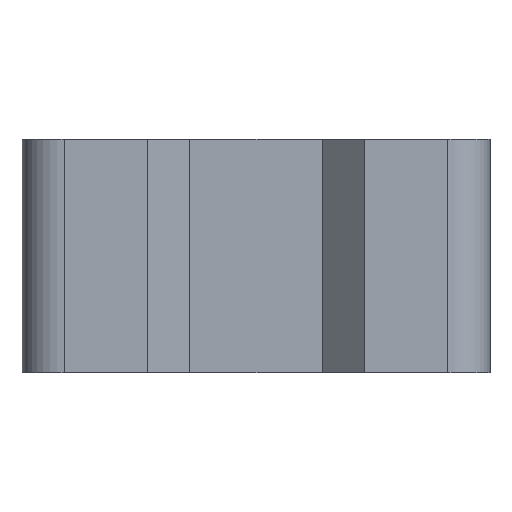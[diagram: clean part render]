
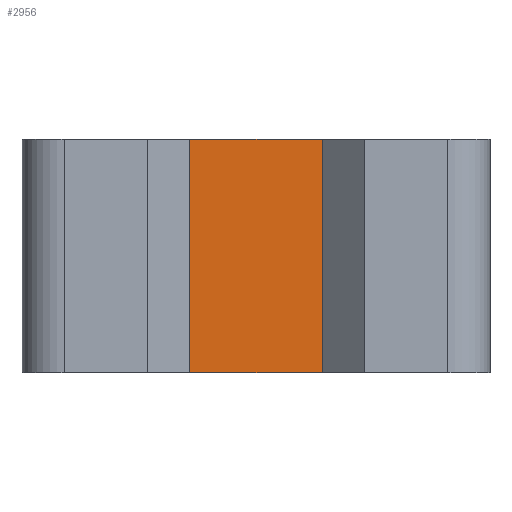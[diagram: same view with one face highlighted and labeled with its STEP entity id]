
A CAD part, left-side view. The second image highlights one B-rep face of the part: STEP entity #2956.
In plain terms, the highlighted planar face has unit normal (-1, 0, 0).
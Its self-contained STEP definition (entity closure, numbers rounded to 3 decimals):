
#2900=CARTESIAN_POINT('',(-33.901,-2.84,10.0));
#2901=VERTEX_POINT('',#2900);
#2908=CARTESIAN_POINT('',(-33.901,-2.84,0.0));
#2909=VERTEX_POINT('',#2908);
#2910=CARTESIAN_POINT('',(-33.901,-2.84,0.0));
#2911=DIRECTION('',(0.0,0.0,1.0));
#2912=VECTOR('',#2911,10.0);
#2913=LINE('',#2910,#2912);
#2914=EDGE_CURVE('',#2909,#2901,#2913,.T.);
#2926=CARTESIAN_POINT('',(-33.901,2.84,0.0));
#2927=DIRECTION('',(-1.0,0.0,0.0));
#2928=DIRECTION('',(0.0,-1.0,0.0));
#2929=AXIS2_PLACEMENT_3D('',#2926,#2927,#2928);
#2930=PLANE('',#2929);
#2931=CARTESIAN_POINT('',(-33.901,2.84,10.0));
#2932=VERTEX_POINT('',#2931);
#2933=CARTESIAN_POINT('',(-33.901,-2.84,10.0));
#2934=DIRECTION('',(0.0,1.0,0.0));
#2935=VECTOR('',#2934,5.68);
#2936=LINE('',#2933,#2935);
#2937=EDGE_CURVE('',#2901,#2932,#2936,.T.);
#2938=ORIENTED_EDGE('',*,*,#2937,.T.);
#2939=CARTESIAN_POINT('',(-33.901,2.84,0.0));
#2940=VERTEX_POINT('',#2939);
#2941=CARTESIAN_POINT('',(-33.901,2.84,0.0));
#2942=DIRECTION('',(0.0,0.0,1.0));
#2943=VECTOR('',#2942,10.0);
#2944=LINE('',#2941,#2943);
#2945=EDGE_CURVE('',#2940,#2932,#2944,.T.);
#2946=ORIENTED_EDGE('',*,*,#2945,.F.);
#2947=CARTESIAN_POINT('',(-33.901,-2.84,0.0));
#2948=DIRECTION('',(0.0,1.0,0.0));
#2949=VECTOR('',#2948,5.68);
#2950=LINE('',#2947,#2949);
#2951=EDGE_CURVE('',#2909,#2940,#2950,.T.);
#2952=ORIENTED_EDGE('',*,*,#2951,.F.);
#2953=ORIENTED_EDGE('',*,*,#2914,.T.);
#2954=EDGE_LOOP('',(#2938,#2946,#2952,#2953));
#2955=FACE_OUTER_BOUND('',#2954,.T.);
#2956=ADVANCED_FACE('',(#2955),#2930,.T.);
